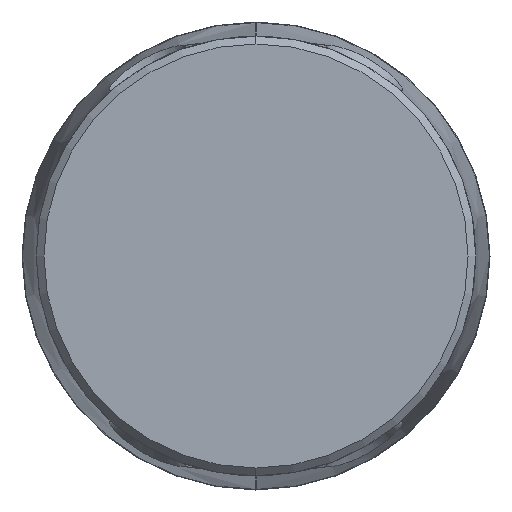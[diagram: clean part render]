
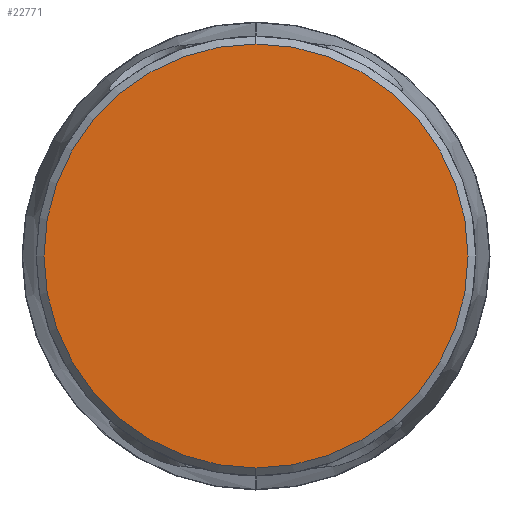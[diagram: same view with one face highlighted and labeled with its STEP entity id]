
A CAD part, left-side view. The second image highlights one B-rep face of the part: STEP entity #22771.
In plain terms, the highlighted planar face has unit normal (-1, 0, 0).
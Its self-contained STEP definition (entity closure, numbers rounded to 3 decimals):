
#22687=CARTESIAN_POINT('',(-53.472,0.,0.));
#22688=DIRECTION('',(-1.,0.,0.));
#22689=DIRECTION('',(0.,0.,-1.));
#22690=AXIS2_PLACEMENT_3D('',#22687,#22688,#22689);
#22739=CARTESIAN_POINT('',(-53.472,0.,0.));
#22740=DIRECTION('',(1.,0.,0.));
#22741=DIRECTION('',(0.,0.,-1.));
#22742=AXIS2_PLACEMENT_3D('',#22739,#22740,#22741);
#22748=CARTESIAN_POINT('',(-53.472,0.,-21.975));
#22749=CARTESIAN_POINT('',(-53.472,0.,21.975));
#22750=VERTEX_POINT('',#22748);
#22751=VERTEX_POINT('',#22749);
#22760=CARTESIAN_POINT('',(-53.472,0.,0.));
#22761=DIRECTION('',(-1.,0.,0.));
#22762=DIRECTION('',(0.,0.,1.));
#22763=AXIS2_PLACEMENT_3D('',#22760,#22761,#22762);
#22764=PLANE('',#22763);
#22766=ORIENTED_EDGE('',*,*,#22765,.F.);
#22768=ORIENTED_EDGE('',*,*,#22767,.T.);
#22769=EDGE_LOOP('',(#22766,#22768));
#22770=FACE_OUTER_BOUND('',#22769,.F.);
#22771=ADVANCED_FACE('',(#22770),#22764,.T.);
#22691=CIRCLE('',#22690,21.975);
#22743=CIRCLE('',#22742,21.975);
#22765=EDGE_CURVE('',#22750,#22751,#22691,.T.);
#22767=EDGE_CURVE('',#22750,#22751,#22743,.T.);
